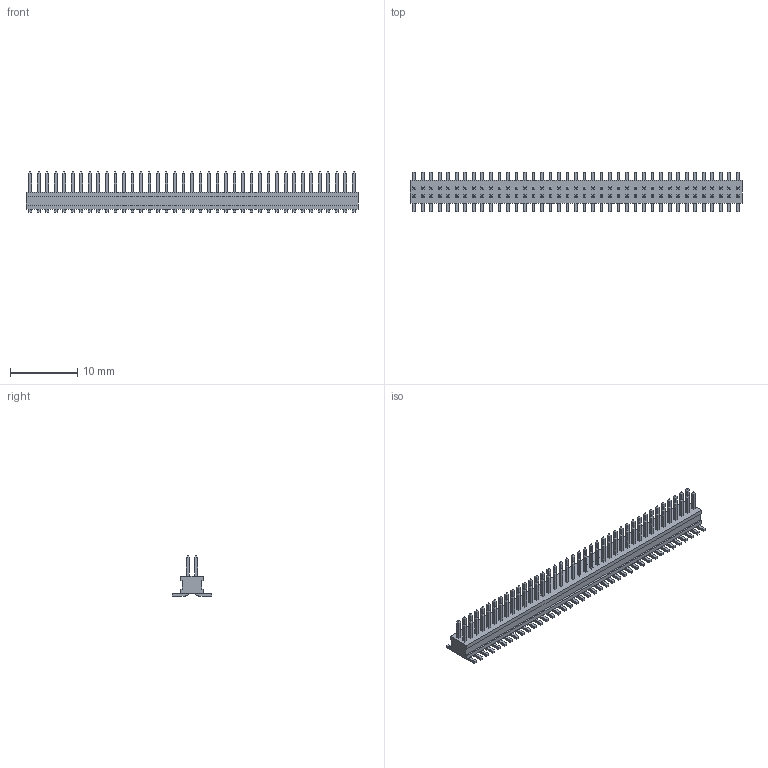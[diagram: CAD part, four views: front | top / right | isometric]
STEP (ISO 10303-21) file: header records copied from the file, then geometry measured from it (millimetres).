
FILE_DESCRIPTION(('FreeCAD Model'),'2;1');
FILE_NAME('Open CASCADE Shape Model','2025-01-12T21:38:20',(''),(''), 'Open CASCADE STEP processor 7.8','FreeCAD','Unknown');
FILE_SCHEMA(('AUTOMOTIVE_DESIGN { 1 0 10303 214 1 1 1 1 }'));
Length unit declared in the file: millimetre
Products named in the file (4): FTSH-139-01-L-DV; FTSH-139-01-L-DV_body; FTSH-139-01-L-DV_pins1; FTSH-139-01-L-DV_pins2
Assembly tree (3 placements, depth 2):
  FTSH-139-01-L-DV
    FTSH-139-01-L-DV_body
    FTSH-139-01-L-DV_pins1
    FTSH-139-01-L-DV_pins2
Bounding box: 49.53 x 5.84 x 5.97 mm (x, y, z)
Volume: 567.4 mm3; surface area: 2184.1 mm2
Topology: 3 solids, 3 shells, 1576 faces, 4398 edges, 2828 vertices
Faces by surface type: plane 1498, cylinder 78
Entity records: 49627 total; most frequent: CARTESIAN_POINT 8806, ORIENTED_EDGE 8796, DIRECTION 7714, EDGE_CURVE 4398, LINE 4242, VECTOR 4242, VERTEX_POINT 2828, AXIS2_PLACEMENT_3D 1736
